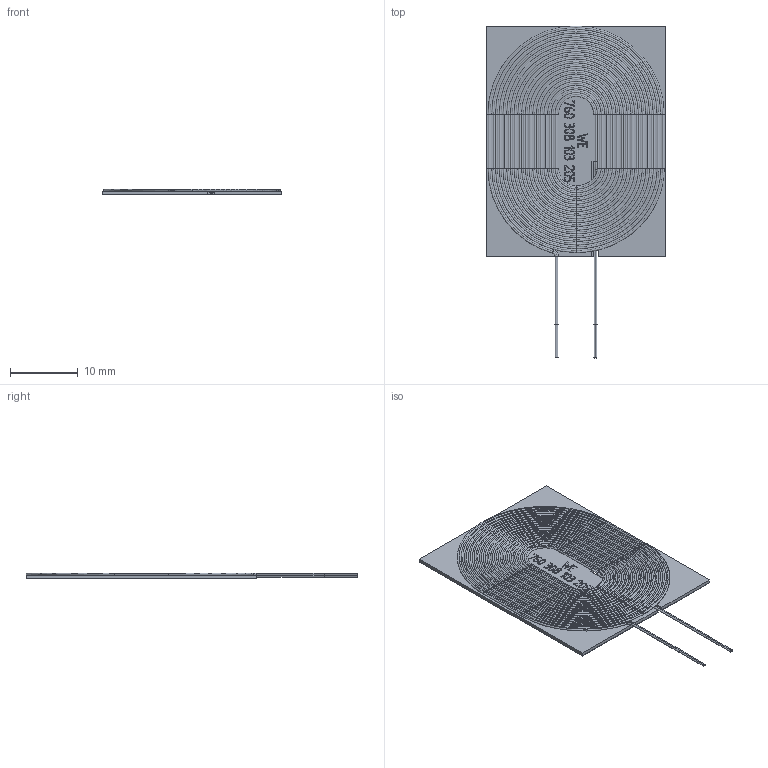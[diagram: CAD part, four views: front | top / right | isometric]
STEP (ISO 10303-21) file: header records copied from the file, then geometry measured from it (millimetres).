
FILE_DESCRIPTION(/* description */ ('Unknown'),/* implementation_level */ '2;1');
FILE_NAME(/* name */ 'L_Wurth_WE-WPCC-RX_760308103205',/* time_stamp */ '2025-04-22T17:08:40+08:00',/* author */ ('Unknown'),/* organization */ ('Unknown'),/* preprocessor_version */ 'ST-DEVELOPER v19.4',/* originating_system */ 'Solid Edge',/* authorisation */ 'Unknown');
FILE_SCHEMA (('AUTOMOTIVE_DESIGN {1 0 10303 214 3 1 1}'));
Length unit declared in the file: millimetre
Products named in the file (2): L_Wurth_WE-WPCC-RX_760308103205
Assembly tree (1 placements, depth 2):
  L_Wurth_WE-WPCC-RX_760308103205
    L_Wurth_WE-WPCC-RX_760308103205
Bounding box: 26.5 x 49 x 0.81 mm (x, y, z)
Volume: 616.2 mm3; surface area: 7118.3 mm2
Topology: 4 solids, 4 shells, 350 faces, 761 edges, 442 vertices
Faces by surface type: plane 114, cylinder 84, torus 82, bspline 70
Entity records: 18015 total; most frequent: CARTESIAN_POINT 8569, ORIENTED_EDGE 1502, DIRECTION 1383, EDGE_CURVE 751, AXIS2_PLACEMENT_3D 572, VERTEX_POINT 442, EDGE_LOOP 383, FACE_BOUND 383
